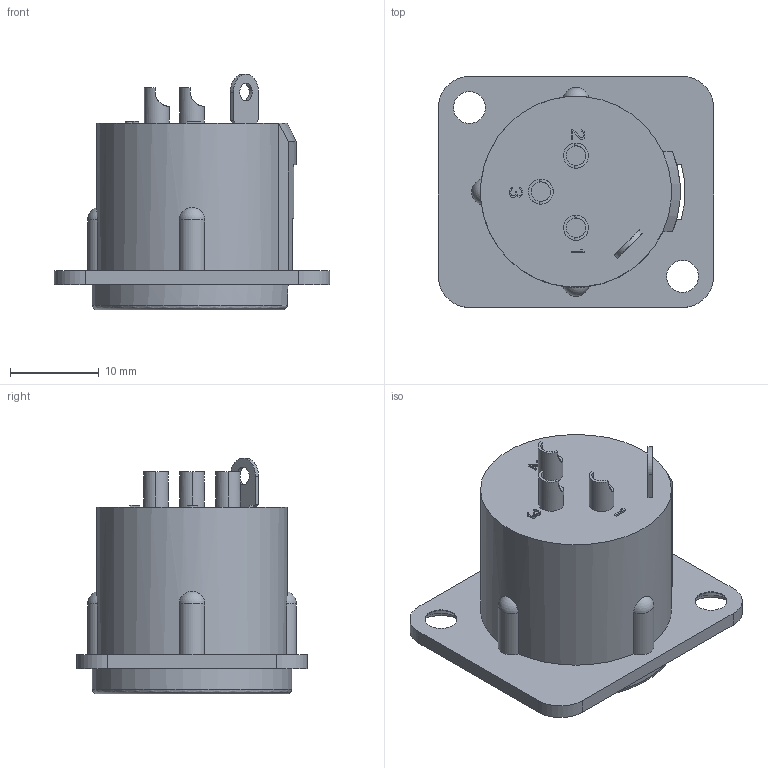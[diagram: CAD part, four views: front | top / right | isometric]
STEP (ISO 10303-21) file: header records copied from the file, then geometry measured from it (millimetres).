
FILE_DESCRIPTION((''),'2;1');
FILE_NAME('RC3MDL','2021-04-27T',('xhp'),(''),'PRO/ENGINEER BY PARAMETRIC TECHNOLOGY CORPORATION, 2013040','PRO/ENGINEER BY PARAMETRIC TECHNOLOGY CORPORATION, 2013040','');
FILE_SCHEMA(('CONFIG_CONTROL_DESIGN'));
Length unit declared in the file: millimetre
Products named in the file (1): RC3MDL
Bounding box: 31 x 26 x 26.5 mm (x, y, z)
Volume: 6787.7 mm3; surface area: 4092.1 mm2
Topology: 1 solids, 1 shells, 248 faces, 675 edges, 433 vertices
Faces by surface type: plane 169, cylinder 57, sphere 9, cone 7, bspline 4, torus 2
Entity records: 8154 total; most frequent: CARTESIAN_POINT 1829, ORIENTED_EDGE 1338, DIRECTION 1258, EDGE_CURVE 669, VECTOR 502, LINE 502, VERTEX_POINT 433, AXIS2_PLACEMENT_3D 378
